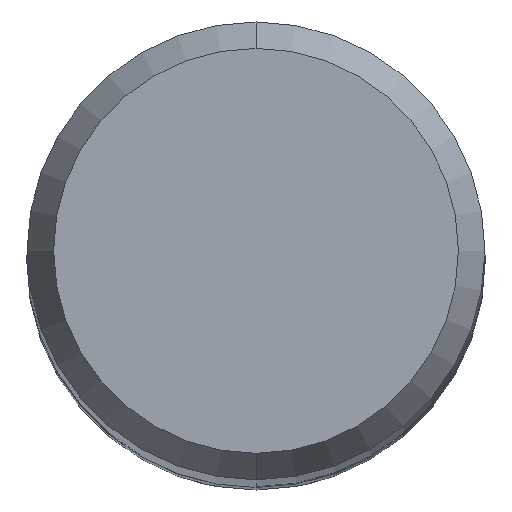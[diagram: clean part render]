
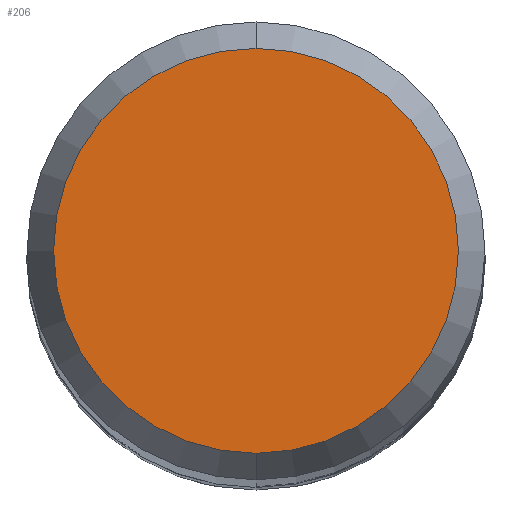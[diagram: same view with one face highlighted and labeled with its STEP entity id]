
A CAD part, top view. The second image highlights one B-rep face of the part: STEP entity #206.
In plain terms, the highlighted planar face has unit normal (0, 0, 1).
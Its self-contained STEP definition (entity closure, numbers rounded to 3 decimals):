
#120=VERTEX_POINT('',#286);
#140=EDGE_CURVE('',#120,#208,#308,.T.);
#146=EDGE_CURVE('',#208,#120,#317,.T.);
#206=ADVANCED_FACE('',(#384),#385,.T.);
#208=VERTEX_POINT('',#387);
#286=CARTESIAN_POINT('',(0.,-1.752,0.01));
#308=CIRCLE('',#494,1.752);
#317=CIRCLE('',#504,1.752);
#384=FACE_OUTER_BOUND('',#588,.T.);
#385=PLANE('',#589);
#387=CARTESIAN_POINT('',(0.0,1.752,0.01));
#494=AXIS2_PLACEMENT_3D('',#706,#707,#708);
#504=AXIS2_PLACEMENT_3D('',#724,#725,#726);
#588=EDGE_LOOP('',(#800,#801));
#589=AXIS2_PLACEMENT_3D('',#802,#803,#804);
#706=CARTESIAN_POINT('',(0.0,0.0,0.01));
#707=DIRECTION('',(0.0,0.0,-1.0));
#708=DIRECTION('',(0.0,1.0,0.0));
#724=CARTESIAN_POINT('',(0.0,0.0,0.01));
#725=DIRECTION('',(0.0,0.0,-1.0));
#726=DIRECTION('',(0.0,1.0,0.0));
#800=ORIENTED_EDGE('',*,*,#146,.F.);
#801=ORIENTED_EDGE('',*,*,#140,.F.);
#802=CARTESIAN_POINT('',(0.0,0.876,0.01));
#803=DIRECTION('',(-0.0,0.0,1.0));
#804=DIRECTION('',(0.0,-1.0,0.0));
